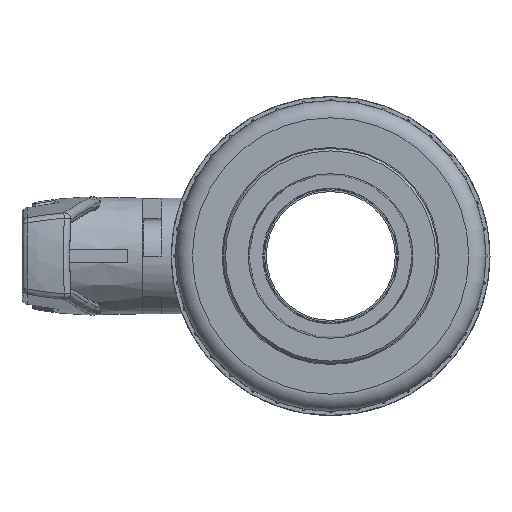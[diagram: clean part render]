
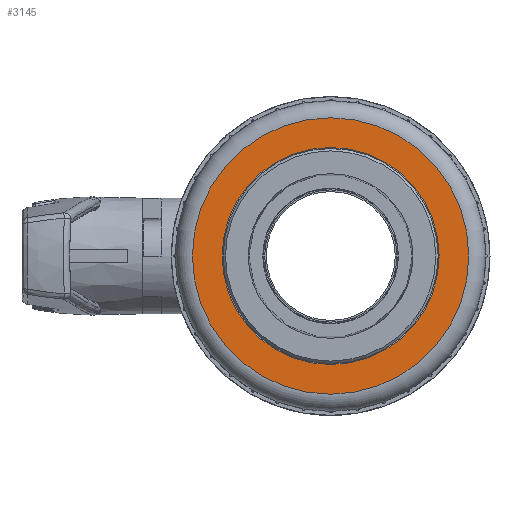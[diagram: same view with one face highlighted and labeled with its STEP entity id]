
A CAD part, left-side view. The second image highlights one B-rep face of the part: STEP entity #3145.
In plain terms, the highlighted planar face has unit normal (-1, 0, 0).
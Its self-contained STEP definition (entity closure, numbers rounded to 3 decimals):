
#3145=ADVANCED_FACE('',(#4237,#4238),#3874,.F.);
#3874=PLANE('',#13242);
#4237=FACE_BOUND('',#4610,.T.);
#4238=FACE_BOUND('',#4611,.T.);
#4610=EDGE_LOOP('',(#5943));
#4611=EDGE_LOOP('',(#5944));
#5943=ORIENTED_EDGE('',*,*,#10774,.T.);
#5944=ORIENTED_EDGE('',*,*,#10775,.T.);
#9439=VERTEX_POINT('',#20340);
#9440=VERTEX_POINT('',#20342);
#10774=EDGE_CURVE('',#9439,#9439,#12436,.T.);
#10775=EDGE_CURVE('',#9440,#9440,#12437,.T.);
#12436=CIRCLE('',#13240,34.556);
#12437=CIRCLE('',#13241,27.136);
#13240=AXIS2_PLACEMENT_3D('',#20339,#15069,#15070);
#13241=AXIS2_PLACEMENT_3D('',#20341,#15071,#15072);
#13242=AXIS2_PLACEMENT_3D('',#20343,#15073,#15074);
#15069=DIRECTION('',(-1.,0.,0.));
#15070=DIRECTION('',(0.,1.,0.));
#15071=DIRECTION('',(1.,0.,0.));
#15072=DIRECTION('',(0.,0.,-1.));
#15073=DIRECTION('',(1.,0.,0.));
#15074=DIRECTION('',(0.,-1.,0.));
#20339=CARTESIAN_POINT('',(-511.964,-1.25,0.));
#20340=CARTESIAN_POINT('',(-511.964,33.306,0.));
#20341=CARTESIAN_POINT('',(-511.964,-1.25,0.));
#20342=CARTESIAN_POINT('',(-511.964,-1.25,-27.136));
#20343=CARTESIAN_POINT('',(-511.964,37.546,0.));
